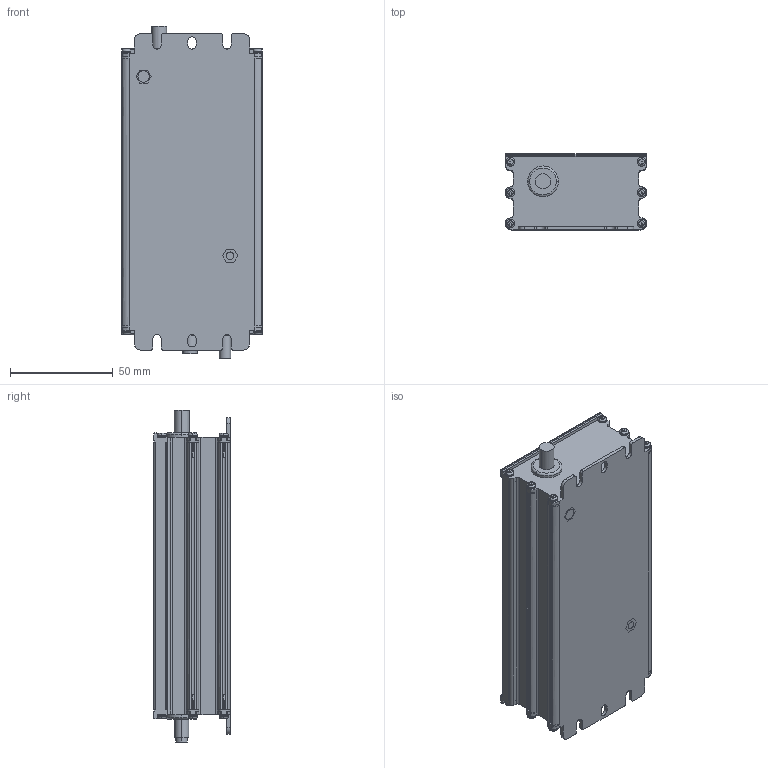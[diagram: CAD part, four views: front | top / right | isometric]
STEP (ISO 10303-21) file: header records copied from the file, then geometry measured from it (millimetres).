
FILE_DESCRIPTION(('Creo Elements/Direct Modeling STEP Export'),'2;1');
FILE_NAME('M88 3 cables.stp','2020-06-26T11:23:08',(''),(''),'PTC Creo Elements/Direct Modeling STEP processor for AP214 (Solid Model)','PTC Creo Elements/Direct Modeling 19.0E 27-Jun-2016 (C) Parametric Technology GmbH','');
FILE_SCHEMA(('AUTOMOTIVE_DESIGN { 1 0 10303 214 1 1 1 1 }'));
Length unit declared in the file: millimetre
Products named in the file (5): screw; RIVETING; SCREWS; Casing; M88_3_cables
Assembly tree (16 placements, depth 3):
  M88_3_cables
    Casing
    SCREWS
      RIVETING  x2
      screw  x12
Bounding box: 68 x 37 x 161.2 mm (x, y, z)
Volume: 880.2 mm3; surface area: 77709.7 mm2
Topology: 14 solids, 21 shells, 1022 faces, 2692 edges, 1770 vertices
Faces by surface type: cylinder 459, plane 367, bspline 96, torus 60, extrusion 40
Entity records: 16197 total; most frequent: CARTESIAN_POINT 4341, ORIENTED_EDGE 2582, DIRECTION 2234, EDGE_CURVE 1288, VERTEX_POINT 848, AXIS2_PLACEMENT_3D 763, VECTOR 708, LINE 668
